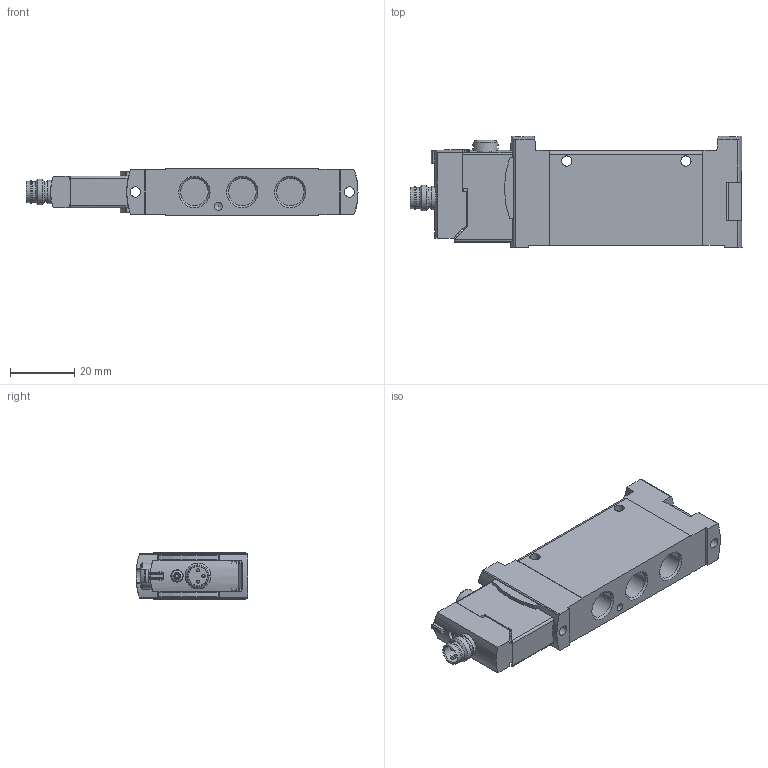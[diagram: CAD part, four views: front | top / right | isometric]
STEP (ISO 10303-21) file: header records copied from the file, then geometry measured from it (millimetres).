
FILE_DESCRIPTION(/* description */ ('STEP AP214'),/* implementation_level */ '2;1');
FILE_NAME(/* name */ '8042567_VUVG-LK14-M52-AT-G18-1R8L-S',/* time_stamp */ '2024-09-12T20:39:22+02:00',/* author */ ('License CC BY-ND 4.0'),/* organization */ ('CADENAS'),/* preprocessor_version */ 'ST-DEVELOPER v19.3',/* originating_system */ 'PARTsolutions',/* authorisation */ ' ');
FILE_SCHEMA (('AUTOMOTIVE_DESIGN {1 0 10303 214 3 1 1}'));
Length unit declared in the file: millimetre
Products named in the file (3): 8042567 VUVG-LK14-M52-AT-G18-1R8L-S; 564212 VUVG-LK14-M52-A-T-G18--1R8--L-----(G); 573919 VAVE-L1-1VR8-LP
Assembly tree (2 placements, depth 2):
  8042567 VUVG-LK14-M52-AT-G18-1R8L-S
    564212 VUVG-LK14-M52-A-T-G18--1R8--L-----(G)
    573919 VAVE-L1-1VR8-LP
Bounding box: 103.2 x 34.8 x 14.4 mm (x, y, z)
Volume: 33833.8 mm3; surface area: 12794.4 mm2
Topology: 2 solids, 2 shells, 429 faces, 1152 edges, 757 vertices
Faces by surface type: plane 272, cylinder 128, cone 21, sphere 4, torus 4
Full cylindrical faces by diameter (mm): 1 x3, 1.6 x2, 1.8 x1, 2.5 x1, 2.9 x1, 3.2 x4, 3.6 x1, 3.8 x2, 3.9 x1, 5.8 x1, 6.5 x2, 6.9 x1, 7.2 x1, 8 x1, 8.1 x1, 8.566 x5
Entity records: 14727 total; most frequent: CARTESIAN_POINT 2424, DIRECTION 2211, ORIENTED_EDGE 2170, EDGE_CURVE 1085, VERTEX_POINT 738, AXIS2_PLACEMENT_3D 738, LINE 735, VECTOR 735
